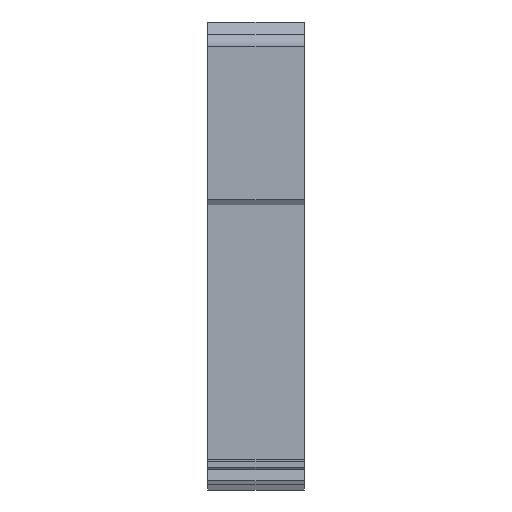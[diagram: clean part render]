
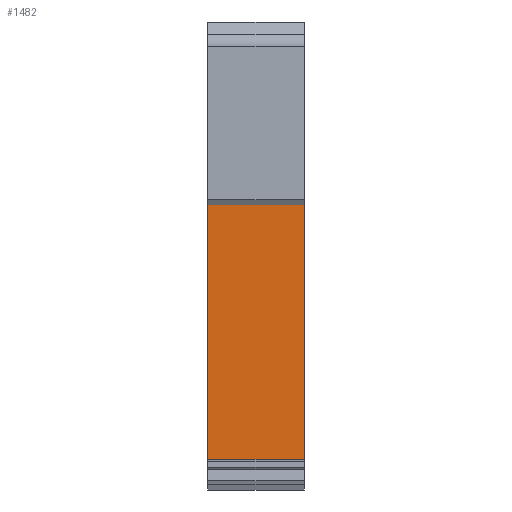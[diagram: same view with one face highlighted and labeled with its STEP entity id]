
A CAD part, front view. The second image highlights one B-rep face of the part: STEP entity #1482.
In plain terms, the highlighted planar face has unit normal (0, -1, 0).
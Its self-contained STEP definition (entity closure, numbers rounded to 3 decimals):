
#4 = DIRECTION ( 'NONE',  ( 0., 1., 0. ) ) ;
#49 = VECTOR ( 'NONE', #652, 1000. ) ;
#161 = DIRECTION ( 'NONE',  ( 0., 0., -1. ) ) ;
#183 = DIRECTION ( 'NONE',  ( -1., 0., 0. ) ) ;
#220 = PLANE ( 'NONE',  #321 ) ;
#321 = AXIS2_PLACEMENT_3D ( 'NONE', #1314, #4, #1077 ) ;
#330 = ORIENTED_EDGE ( 'NONE', *, *, #611, .T. ) ;
#389 = LINE ( 'NONE', #2095, #1535 ) ;
#478 = VERTEX_POINT ( 'NONE', #1619 ) ;
#601 = VECTOR ( 'NONE', #161, 1000. ) ;
#605 = EDGE_LOOP ( 'NONE', ( #2637, #2287, #2276, #330 ) ) ;
#611 = EDGE_CURVE ( 'NONE', #2447, #478, #1683, .T. ) ;
#652 = DIRECTION ( 'NONE',  ( 0., 0., -1. ) ) ;
#767 = VECTOR ( 'NONE', #2116, 1000. ) ;
#843 = LINE ( 'NONE', #859, #49 ) ;
#859 = CARTESIAN_POINT ( 'NONE',  ( 15.925, 6.62, -144.515 ) ) ;
#987 = CARTESIAN_POINT ( 'NONE',  ( -15.925, 6.62, -144.515 ) ) ;
#1077 = DIRECTION ( 'NONE',  ( 0., 0., 1. ) ) ;
#1224 = CARTESIAN_POINT ( 'NONE',  ( 15.925, 6.62, -60.374 ) ) ;
#1237 = VERTEX_POINT ( 'NONE', #2668 ) ;
#1256 = EDGE_CURVE ( 'NONE', #478, #1237, #2046, .T. ) ;
#1276 = CARTESIAN_POINT ( 'NONE',  ( 15.925, 6.62, -60.374 ) ) ;
#1314 = CARTESIAN_POINT ( 'NONE',  ( 15.925, 6.62, -144.515 ) ) ;
#1454 = EDGE_CURVE ( 'NONE', #2634, #1237, #389, .T. ) ;
#1482 = ADVANCED_FACE ( 'NONE', ( #2585 ), #220, .F. ) ;
#1535 = VECTOR ( 'NONE', #183, 1000. ) ;
#1619 = CARTESIAN_POINT ( 'NONE',  ( -15.925, 6.62, -60.374 ) ) ;
#1683 = LINE ( 'NONE', #1276, #767 ) ;
#1875 = CARTESIAN_POINT ( 'NONE',  ( 15.925, 6.62, -144.515 ) ) ;
#2046 = LINE ( 'NONE', #987, #601 ) ;
#2095 = CARTESIAN_POINT ( 'NONE',  ( 15.925, 6.62, -144.515 ) ) ;
#2116 = DIRECTION ( 'NONE',  ( -1., 0., 0. ) ) ;
#2180 = EDGE_CURVE ( 'NONE', #2447, #2634, #843, .T. ) ;
#2276 = ORIENTED_EDGE ( 'NONE', *, *, #2180, .F. ) ;
#2287 = ORIENTED_EDGE ( 'NONE', *, *, #1454, .F. ) ;
#2447 = VERTEX_POINT ( 'NONE', #1224 ) ;
#2585 = FACE_OUTER_BOUND ( 'NONE', #605, .T. ) ;
#2634 = VERTEX_POINT ( 'NONE', #1875 ) ;
#2637 = ORIENTED_EDGE ( 'NONE', *, *, #1256, .T. ) ;
#2668 = CARTESIAN_POINT ( 'NONE',  ( -15.925, 6.62, -144.515 ) ) ;
